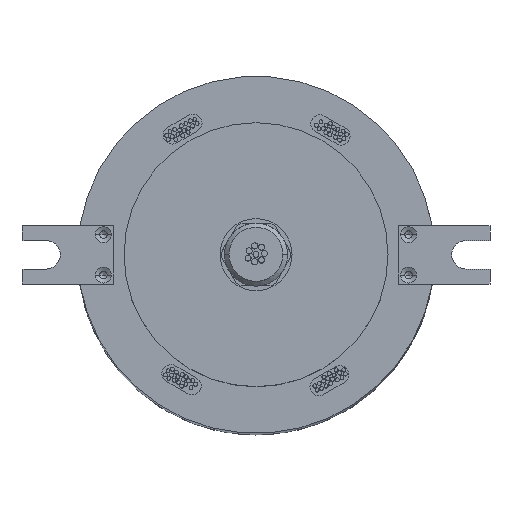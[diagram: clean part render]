
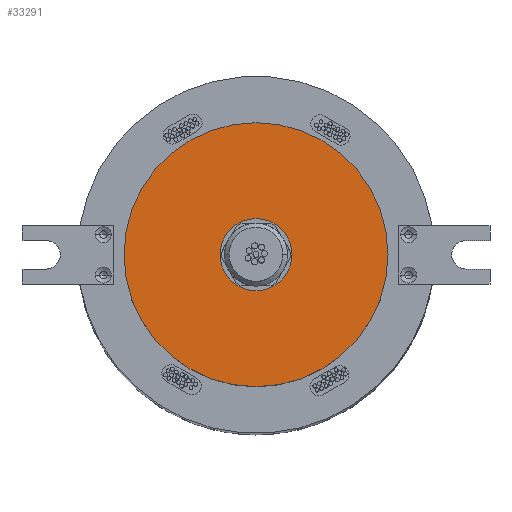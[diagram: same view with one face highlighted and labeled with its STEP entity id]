
A CAD part, top view. The second image highlights one B-rep face of the part: STEP entity #33291.
In plain terms, the highlighted planar face has unit normal (0, 0, 1).
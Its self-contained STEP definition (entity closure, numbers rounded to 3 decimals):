
#204 = DIRECTION ( 'NONE',  ( 1., 0., 0. ) ) ;
#1217 = CARTESIAN_POINT ( 'NONE',  ( 44., 0., 374.4 ) ) ;
#1852 = CARTESIAN_POINT ( 'NONE',  ( 0., 0., 374.4 ) ) ;
#2304 = VERTEX_POINT ( 'NONE', #24501 ) ;
#2339 = EDGE_CURVE ( 'NONE', #2304, #3352, #12323, .T. ) ;
#3352 = VERTEX_POINT ( 'NONE', #1217 ) ;
#4352 = EDGE_LOOP ( 'NONE', ( #4933, #23785 ) ) ;
#4654 = DIRECTION ( 'NONE',  ( 1., 0., 0. ) ) ;
#4933 = ORIENTED_EDGE ( 'NONE', *, *, #2339, .T. ) ;
#5935 = CIRCLE ( 'NONE', #10812, 12. ) ;
#6002 = AXIS2_PLACEMENT_3D ( 'NONE', #32808, #16509, #35549 ) ;
#6850 = CARTESIAN_POINT ( 'NONE',  ( 0., 0., 374.4 ) ) ;
#8198 = EDGE_CURVE ( 'NONE', #22075, #21336, #34243, .T. ) ;
#8401 = AXIS2_PLACEMENT_3D ( 'NONE', #12467, #31534, #15237 ) ;
#8461 = CARTESIAN_POINT ( 'NONE',  ( 0., 0., 374.4 ) ) ;
#9654 = DIRECTION ( 'NONE',  ( 1., 0., 0. ) ) ;
#9967 = AXIS2_PLACEMENT_3D ( 'NONE', #1852, #21188, #4654 ) ;
#10812 = AXIS2_PLACEMENT_3D ( 'NONE', #6850, #26069, #9654 ) ;
#10946 = CARTESIAN_POINT ( 'NONE',  ( 12., 0., 374.4 ) ) ;
#11237 = EDGE_LOOP ( 'NONE', ( #28408, #15392 ) ) ;
#11504 = AXIS2_PLACEMENT_3D ( 'NONE', #8461, #16791, #204 ) ;
#11802 = FACE_OUTER_BOUND ( 'NONE', #4352, .T. ) ;
#12323 = CIRCLE ( 'NONE', #6002, 44. ) ;
#12467 = CARTESIAN_POINT ( 'NONE',  ( 0., 0., 374.4 ) ) ;
#15237 = DIRECTION ( 'NONE',  ( 1., 0., 0. ) ) ;
#15392 = ORIENTED_EDGE ( 'NONE', *, *, #33558, .F. ) ;
#16509 = DIRECTION ( 'NONE',  ( 0., 0., 1. ) ) ;
#16791 = DIRECTION ( 'NONE',  ( 0., 0., 1. ) ) ;
#19490 = EDGE_CURVE ( 'NONE', #3352, #2304, #22978, .T. ) ;
#19666 = CARTESIAN_POINT ( 'NONE',  ( -12., 0., 374.4 ) ) ;
#21188 = DIRECTION ( 'NONE',  ( 0., 0., 1. ) ) ;
#21336 = VERTEX_POINT ( 'NONE', #10946 ) ;
#22075 = VERTEX_POINT ( 'NONE', #19666 ) ;
#22978 = CIRCLE ( 'NONE', #8401, 44. ) ;
#23785 = ORIENTED_EDGE ( 'NONE', *, *, #19490, .T. ) ;
#24501 = CARTESIAN_POINT ( 'NONE',  ( -44., 0., 374.4 ) ) ;
#26069 = DIRECTION ( 'NONE',  ( 0., 0., 1. ) ) ;
#27604 = PLANE ( 'NONE',  #11504 ) ;
#28408 = ORIENTED_EDGE ( 'NONE', *, *, #8198, .F. ) ;
#31534 = DIRECTION ( 'NONE',  ( 0., 0., 1. ) ) ;
#32710 = FACE_BOUND ( 'NONE', #11237, .T. ) ;
#32808 = CARTESIAN_POINT ( 'NONE',  ( 0., 0., 374.4 ) ) ;
#33291 = ADVANCED_FACE ( 'NONE', ( #11802, #32710 ), #27604, .T. ) ;
#33558 = EDGE_CURVE ( 'NONE', #21336, #22075, #5935, .T. ) ;
#34243 = CIRCLE ( 'NONE', #9967, 12. ) ;
#35549 = DIRECTION ( 'NONE',  ( 1., 0., 0. ) ) ;
